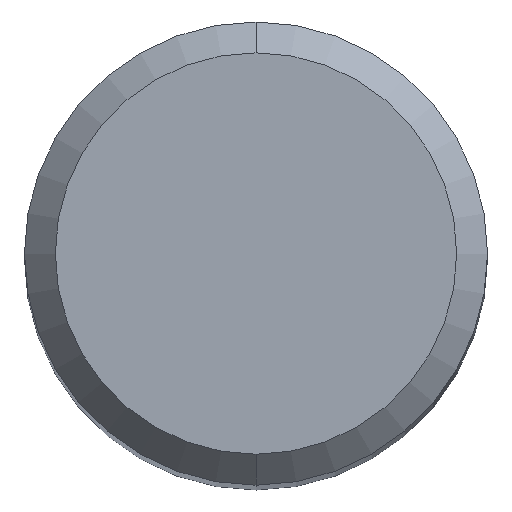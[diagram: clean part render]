
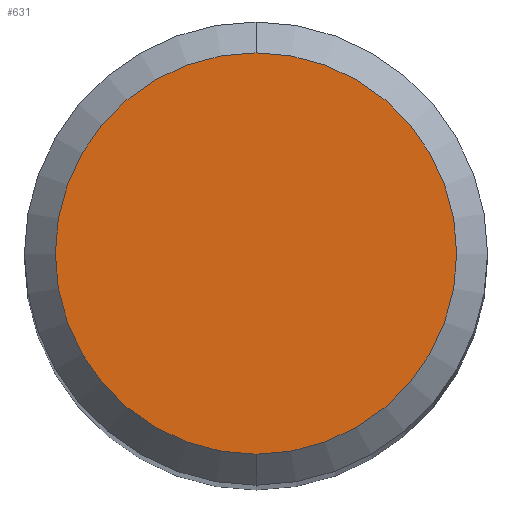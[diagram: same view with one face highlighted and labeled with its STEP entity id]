
A CAD part, top view. The second image highlights one B-rep face of the part: STEP entity #631.
In plain terms, the highlighted planar face has unit normal (0, 0, 1).
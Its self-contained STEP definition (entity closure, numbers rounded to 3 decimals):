
#573=EDGE_CURVE('',#965,#923,#1251,.T.);
#631=ADVANCED_FACE('',(#1314),#1315,.T.);
#769=EDGE_CURVE('',#923,#965,#1467,.T.);
#923=VERTEX_POINT('',#1638);
#965=VERTEX_POINT('',#1682);
#1251=CIRCLE('',#2513,2.6);
#1314=FACE_OUTER_BOUND('',#2610,.T.);
#1315=PLANE('',#2611);
#1467=CIRCLE('',#3220,2.6);
#1638=CARTESIAN_POINT('',(0.0,2.6,0.0));
#1682=CARTESIAN_POINT('',(0.,-2.6,0.0));
#2513=AXIS2_PLACEMENT_3D('',#4583,#4584,#4585);
#2610=EDGE_LOOP('',(#4658,#4659));
#2611=AXIS2_PLACEMENT_3D('',#4660,#4661,#4662);
#3220=AXIS2_PLACEMENT_3D('',#4803,#4804,#4805);
#4583=CARTESIAN_POINT('',(0.0,0.0,0.0));
#4584=DIRECTION('',(0.0,0.0,-1.0));
#4585=DIRECTION('',(0.0,1.0,0.0));
#4658=ORIENTED_EDGE('',*,*,#769,.F.);
#4659=ORIENTED_EDGE('',*,*,#573,.F.);
#4660=CARTESIAN_POINT('',(0.0,1.3,0.0));
#4661=DIRECTION('',(-0.0,0.0,1.0));
#4662=DIRECTION('',(0.0,-1.0,0.0));
#4803=CARTESIAN_POINT('',(0.0,0.0,0.0));
#4804=DIRECTION('',(0.0,0.0,-1.0));
#4805=DIRECTION('',(0.0,1.0,0.0));
